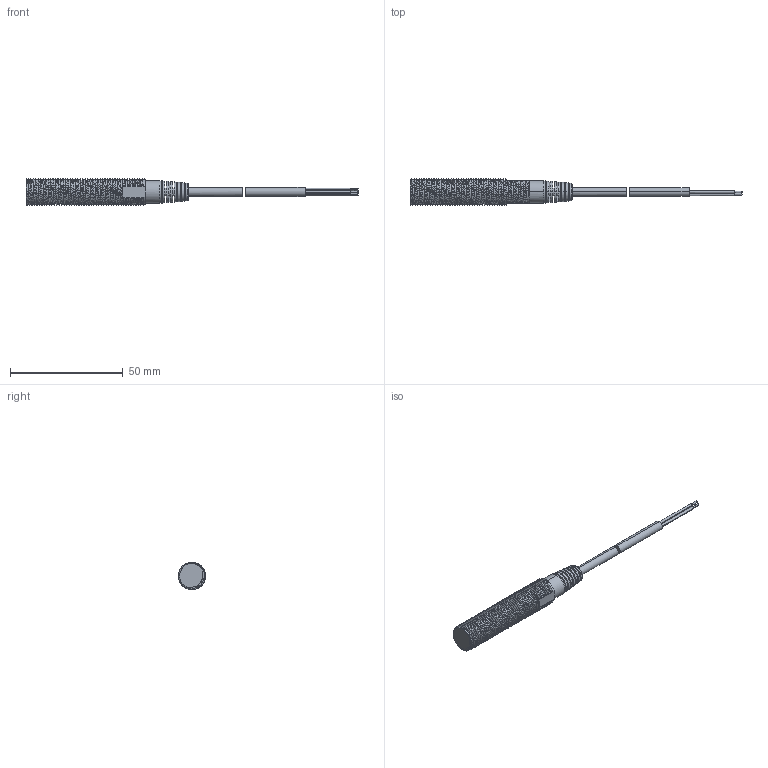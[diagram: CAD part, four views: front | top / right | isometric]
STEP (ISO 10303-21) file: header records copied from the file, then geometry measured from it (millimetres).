
FILE_DESCRIPTION( ('This file contains a STEP AP42 implementation' ,'as created by ZW3D STEP Interface translator.') ,'2;1' );
FILE_NAME( 'WCN1-1204X-X3LX.stp' ,'201021. 95434', (''), ('ZWCAD Software Co.'), 'Version 1.0', 'ZW3D to STEP translator', '' );
FILE_SCHEMA(('AUTOMOTIVE_DESIGN'));
Length unit declared in the file: millimetre
Products named in the file (2): 0; WCN1-1204X-X3LX
Bounding box: 147.5 x 11.99 x 11.99 mm (x, y, z)
Volume: 6834.4 mm3; surface area: 5084.9 mm2
Topology: 2 solids, 2 shells, 225 faces, 590 edges, 389 vertices
Faces by surface type: bspline 225
Entity records: 28443 total; most frequent: CARTESIAN_POINT 24930, ORIENTED_EDGE 1178, EDGE_CURVE 589, VERTEX_POINT 389, B_SPLINE_CURVE_WITH_KNOTS 316, EDGE_LOOP 246, FACE_OUTER_BOUND 225, ADVANCED_FACE 225
